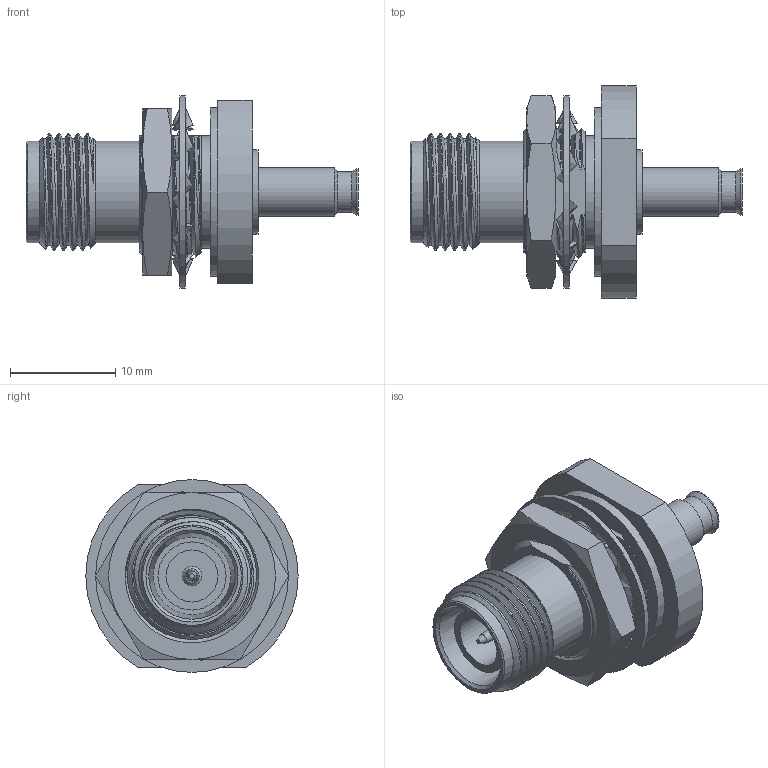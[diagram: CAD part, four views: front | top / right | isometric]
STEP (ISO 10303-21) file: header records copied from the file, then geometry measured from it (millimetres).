
FILE_DESCRIPTION (( 'STEP AP203' ), '1' );
FILE_NAME ('SC9704.step', '2020-01-29T19:12:30', ( '' ), ( '' ), 'SwSTEP 2.0', 'SolidWorks 2018', '' );
FILE_SCHEMA (( 'CONFIG_CONTROL_DESIGN' ));
Length unit declared in the file: inch
Products named in the file (1): SC9704
Bounding box: 31.57 x 20.19 x 18.34 mm (x, y, z)
Volume: 2813.1 mm3; surface area: 3687.1 mm2
Topology: 6 solids, 6 shells, 197 faces, 529 edges, 359 vertices
Faces by surface type: bspline 69, plane 50, cylinder 46, cone 32
Full cylindrical faces by diameter (mm): 0.94 x1, 1.194 x1, 1.346 x1, 1.854 x1, 2.667 x1, 2.989 x1, 3.427 x2, 3.54 x1, 3.632 x2, 3.708 x1, 3.853 x1, 4.403 x1, 4.572 x1, 4.953 x1, 6.477 x1, 8.076 x1, 9.652 x2, 10.668 x1, 12.7 x1, 13.339 x1, 16.002 x1, 16.51 x1, 18.339 x1
Entity records: 14524 total; most frequent: CARTESIAN_POINT 10543, ORIENTED_EDGE 932, DIRECTION 543, EDGE_CURVE 466, VERTEX_POINT 339, EDGE_LOOP 261, B_SPLINE_CURVE_WITH_KNOTS 236, AXIS2_PLACEMENT_3D 235
